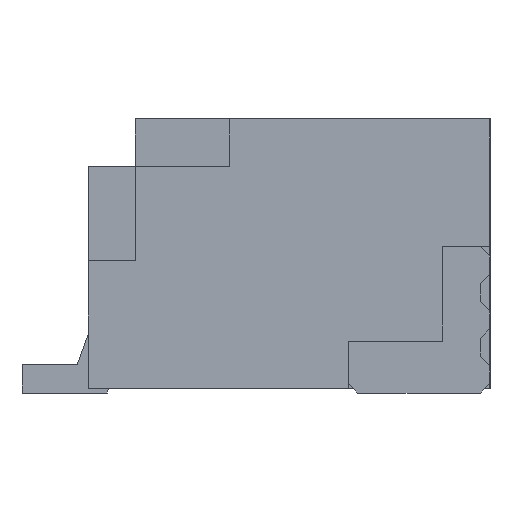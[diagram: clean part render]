
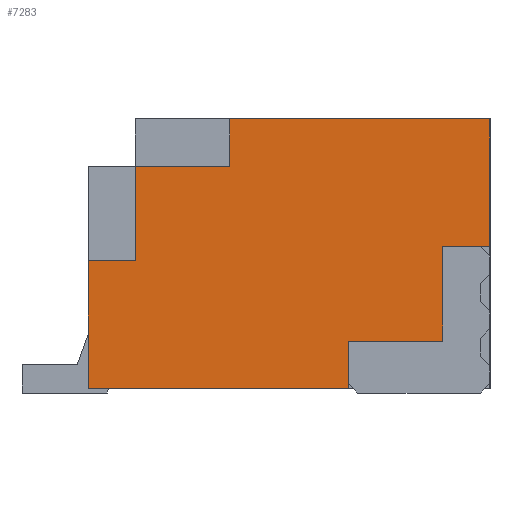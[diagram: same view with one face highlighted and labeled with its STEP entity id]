
A CAD part, left-side view. The second image highlights one B-rep face of the part: STEP entity #7283.
In plain terms, the highlighted planar face has unit normal (-1, 0, 0).
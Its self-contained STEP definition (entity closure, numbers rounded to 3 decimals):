
#246=FACE_OUTER_BOUND('',#633,.T.);
#633=EDGE_LOOP('',(#5621,#5622,#5623,#5624,#5625,#5626,#5627,#5628,#5629,
#5630,#5631,#5632));
#1255=LINE('',#10480,#2259);
#1285=LINE('',#10540,#2289);
#1335=LINE('',#10642,#2339);
#1340=LINE('',#10651,#2344);
#1342=LINE('',#10655,#2346);
#1343=LINE('',#10658,#2347);
#1346=LINE('',#10664,#2350);
#1350=LINE('',#10672,#2354);
#1353=LINE('',#10678,#2357);
#1363=LINE('',#10696,#2367);
#1414=LINE('',#10798,#2418);
#1415=LINE('',#10800,#2419);
#2259=VECTOR('',#8599,2.75);
#2289=VECTOR('',#8645,1.35);
#2339=VECTOR('',#8727,0.5);
#2344=VECTOR('',#8734,1.);
#2346=VECTOR('',#8738,1.);
#2347=VECTOR('',#8741,0.5);
#2350=VECTOR('',#8746,1.);
#2354=VECTOR('',#8754,1.);
#2357=VECTOR('',#8759,0.5);
#2367=VECTOR('',#8777,0.5);
#2418=VECTOR('',#8832,1.35);
#2419=VECTOR('',#8835,2.75);
#3118=VERTEX_POINT('',#10477);
#3119=VERTEX_POINT('',#10479);
#3136=VERTEX_POINT('',#10528);
#3176=VERTEX_POINT('',#10639);
#3177=VERTEX_POINT('',#10641);
#3180=VERTEX_POINT('',#10649);
#3181=VERTEX_POINT('',#10653);
#3182=VERTEX_POINT('',#10657);
#3184=VERTEX_POINT('',#10663);
#3186=VERTEX_POINT('',#10671);
#3188=VERTEX_POINT('',#10677);
#3241=VERTEX_POINT('',#10796);
#3933=EDGE_CURVE('',#3119,#3118,#1255,.T.);
#3963=EDGE_CURVE('',#3136,#3119,#1285,.T.);
#4013=EDGE_CURVE('',#3177,#3176,#1335,.T.);
#4018=EDGE_CURVE('',#3176,#3180,#1340,.T.);
#4020=EDGE_CURVE('',#3180,#3181,#1342,.T.);
#4021=EDGE_CURVE('',#3118,#3182,#1343,.T.);
#4024=EDGE_CURVE('',#3182,#3184,#1346,.T.);
#4028=EDGE_CURVE('',#3184,#3186,#1350,.T.);
#4031=EDGE_CURVE('',#3186,#3188,#1353,.T.);
#4041=EDGE_CURVE('',#3181,#3136,#1363,.T.);
#4092=EDGE_CURVE('',#3188,#3241,#1414,.T.);
#4093=EDGE_CURVE('',#3241,#3177,#1415,.T.);
#5621=ORIENTED_EDGE('',*,*,#4021,.T.);
#5622=ORIENTED_EDGE('',*,*,#4024,.T.);
#5623=ORIENTED_EDGE('',*,*,#4028,.T.);
#5624=ORIENTED_EDGE('',*,*,#4031,.T.);
#5625=ORIENTED_EDGE('',*,*,#4092,.T.);
#5626=ORIENTED_EDGE('',*,*,#4093,.T.);
#5627=ORIENTED_EDGE('',*,*,#4013,.T.);
#5628=ORIENTED_EDGE('',*,*,#4018,.T.);
#5629=ORIENTED_EDGE('',*,*,#4020,.T.);
#5630=ORIENTED_EDGE('',*,*,#4041,.T.);
#5631=ORIENTED_EDGE('',*,*,#3963,.T.);
#5632=ORIENTED_EDGE('',*,*,#3933,.T.);
#6706=PLANE('',#7656);
#7283=ADVANCED_FACE('',(#246),#6706,.T.);
#7656=AXIS2_PLACEMENT_3D('',#10799,#8833,#8834);
#8599=DIRECTION('',(0.,1.,0.));
#8645=DIRECTION('',(0.,0.,1.));
#8727=DIRECTION('',(0.,0.,1.));
#8734=DIRECTION('',(0.,-1.,0.));
#8738=DIRECTION('',(0.,0.,1.));
#8741=DIRECTION('',(0.,0.,-1.));
#8746=DIRECTION('',(0.,1.,0.));
#8754=DIRECTION('',(0.,0.,-1.));
#8759=DIRECTION('',(0.,1.,0.));
#8777=DIRECTION('',(0.,-1.,0.));
#8832=DIRECTION('',(0.,0.,-1.));
#8833=DIRECTION('center_axis',(-1.,0.,0.));
#8834=DIRECTION('ref_axis',(0.,0.,1.));
#8835=DIRECTION('',(0.,-1.,0.));
#10477=CARTESIAN_POINT('',(-6.5,-1.5,2.9));
#10479=CARTESIAN_POINT('',(-6.5,-4.25,2.9));
#10480=CARTESIAN_POINT('',(-6.5,-4.25,2.9));
#10528=CARTESIAN_POINT('',(-6.5,-4.25,1.55));
#10540=CARTESIAN_POINT('',(-6.5,-4.25,0.05));
#10639=CARTESIAN_POINT('',(-6.5,-2.75,0.55));
#10641=CARTESIAN_POINT('',(-6.5,-2.75,0.05));
#10642=CARTESIAN_POINT('',(-6.5,-2.75,1.006));
#10649=CARTESIAN_POINT('',(-6.5,-3.75,0.55));
#10651=CARTESIAN_POINT('',(-6.5,-2.861,0.55));
#10653=CARTESIAN_POINT('',(-6.5,-3.75,1.55));
#10655=CARTESIAN_POINT('',(-6.5,-3.75,1.506));
#10657=CARTESIAN_POINT('',(-6.5,-1.5,2.4));
#10658=CARTESIAN_POINT('',(-6.5,-1.5,1.931));
#10663=CARTESIAN_POINT('',(-6.5,-0.5,2.4));
#10664=CARTESIAN_POINT('',(-6.5,-1.236,2.4));
#10671=CARTESIAN_POINT('',(-6.5,-0.5,1.4));
#10672=CARTESIAN_POINT('',(-6.5,-0.5,1.431));
#10677=CARTESIAN_POINT('',(-6.5,0.,1.4));
#10678=CARTESIAN_POINT('',(-6.5,-0.986,1.4));
#10696=CARTESIAN_POINT('',(-6.5,-3.111,1.55));
#10796=CARTESIAN_POINT('',(-6.5,0.,0.05));
#10798=CARTESIAN_POINT('',(-6.5,0.,2.4));
#10799=CARTESIAN_POINT('Origin',(-6.5,-1.972,1.463));
#10800=CARTESIAN_POINT('',(-6.5,0.,0.05));
